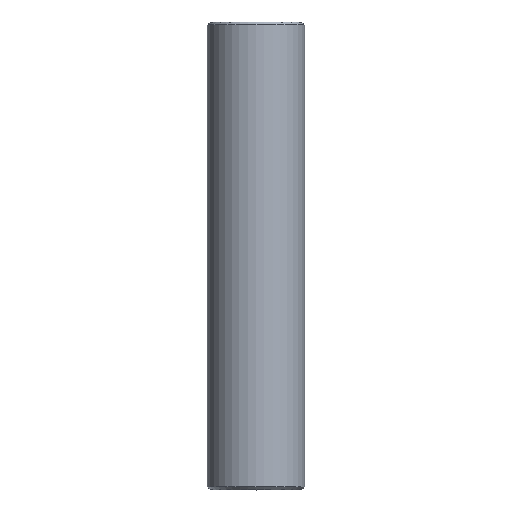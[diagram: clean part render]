
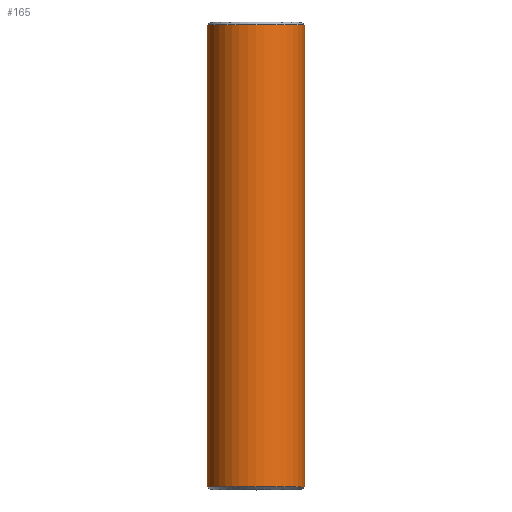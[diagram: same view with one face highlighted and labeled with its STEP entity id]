
A CAD part, top view. The second image highlights one B-rep face of the part: STEP entity #165.
In plain terms, the highlighted cylindrical face has radius 5 mm (diameter 10 mm), a partial arc.
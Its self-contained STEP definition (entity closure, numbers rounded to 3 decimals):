
#93=CARTESIAN_POINT('',(5.,0.3,0.));
#94=VERTEX_POINT('',#93);
#110=CARTESIAN_POINT('',(-5.,0.3,0.));
#111=VERTEX_POINT('',#110);
#128=CARTESIAN_POINT('',(0.0,24.,0.0));
#129=DIRECTION('',(0.0,1.0,0.0));
#130=DIRECTION('',(-1.0,0.0,0.0));
#131=AXIS2_PLACEMENT_3D('',#128,#129,#130);
#132=CYLINDRICAL_SURFACE('',#131,5.);
#133=CARTESIAN_POINT('',(-5.,47.7,0.));
#134=VERTEX_POINT('',#133);
#135=CARTESIAN_POINT('',(-5.,0.3,0.));
#136=DIRECTION('',(0.0,1.0,0.0));
#137=VECTOR('',#136,47.4);
#138=LINE('',#135,#137);
#139=EDGE_CURVE('',#111,#134,#138,.T.);
#140=ORIENTED_EDGE('',*,*,#139,.F.);
#141=CARTESIAN_POINT('',(0.0,0.3,0.0));
#142=DIRECTION('',(0.0,-1.0,0.0));
#143=DIRECTION('',(1.0,0.0,0.0));
#144=AXIS2_PLACEMENT_3D('',#141,#142,#143);
#145=CIRCLE('',#144,5.);
#146=EDGE_CURVE('',#94,#111,#145,.T.);
#147=ORIENTED_EDGE('',*,*,#146,.F.);
#148=CARTESIAN_POINT('',(5.,47.7,0.));
#149=VERTEX_POINT('',#148);
#150=CARTESIAN_POINT('',(5.,47.7,0.));
#151=DIRECTION('',(0.0,-1.0,0.0));
#152=VECTOR('',#151,47.4);
#153=LINE('',#150,#152);
#154=EDGE_CURVE('',#149,#94,#153,.T.);
#155=ORIENTED_EDGE('',*,*,#154,.F.);
#156=CARTESIAN_POINT('',(0.0,47.7,0.0));
#157=DIRECTION('',(0.0,1.0,0.0));
#158=DIRECTION('',(1.0,0.0,0.0));
#159=AXIS2_PLACEMENT_3D('',#156,#157,#158);
#160=CIRCLE('',#159,5.);
#161=EDGE_CURVE('',#134,#149,#160,.T.);
#162=ORIENTED_EDGE('',*,*,#161,.F.);
#163=EDGE_LOOP('',(#140,#147,#155,#162));
#164=FACE_OUTER_BOUND('',#163,.T.);
#165=ADVANCED_FACE('',(#164),#132,.T.);
